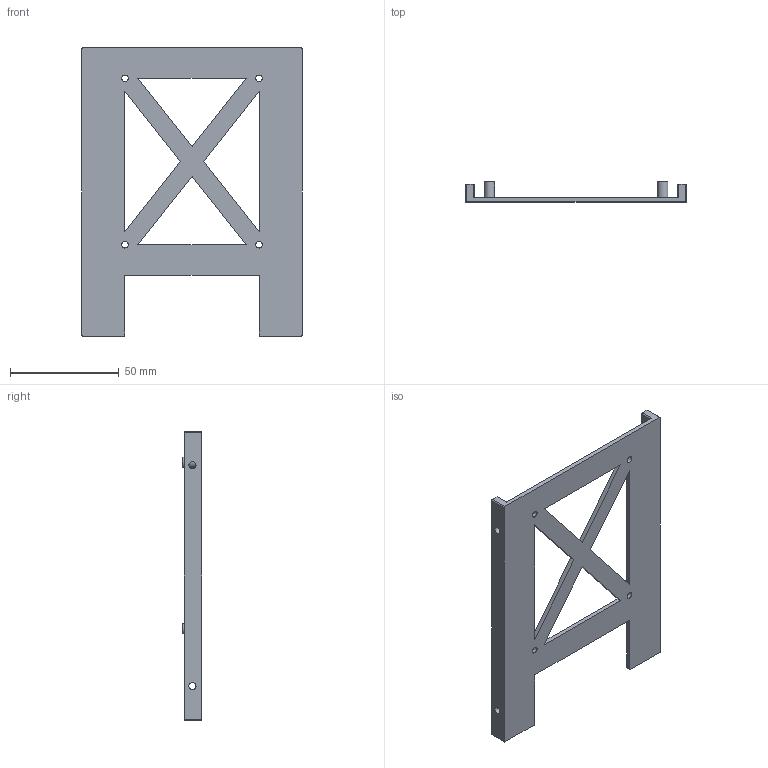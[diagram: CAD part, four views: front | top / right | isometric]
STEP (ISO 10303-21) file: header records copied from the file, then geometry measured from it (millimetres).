
FILE_DESCRIPTION(/* description */ (''),/* implementation_level */ '2;1');
FILE_NAME(/* name */ '3.5to2.5.step',/* time_stamp */ '2022-10-27T18:45:33-04:00',/* author */ (''),/* organization */ (''),/* preprocessor_version */ 'ST-DEVELOPER v19.2',/* originating_system */ 'Autodesk Translation Framework v11.17.0.187',/* authorisation */ '');
FILE_SCHEMA (('AUTOMOTIVE_DESIGN { 1 0 10303 214 3 1 1 }'));
Length unit declared in the file: millimetre
Products named in the file (1): 3.5to2.5
Bounding box: 101.6 x 9.1 x 132.65 mm (x, y, z)
Volume: 23696.2 mm3; surface area: 23331 mm2
Topology: 1 solids, 1 shells, 60 faces, 150 edges, 100 vertices
Faces by surface type: plane 34, cylinder 26
Full cylindrical faces by diameter (mm): 2.7 x4, 3 x4, 3.302 x4, 4.8 x4
Entity records: 1894 total; most frequent: DIRECTION 324, CARTESIAN_POINT 311, ORIENTED_EDGE 300, EDGE_CURVE 150, AXIS2_PLACEMENT_3D 113, VERTEX_POINT 100, LINE 98, VECTOR 98
